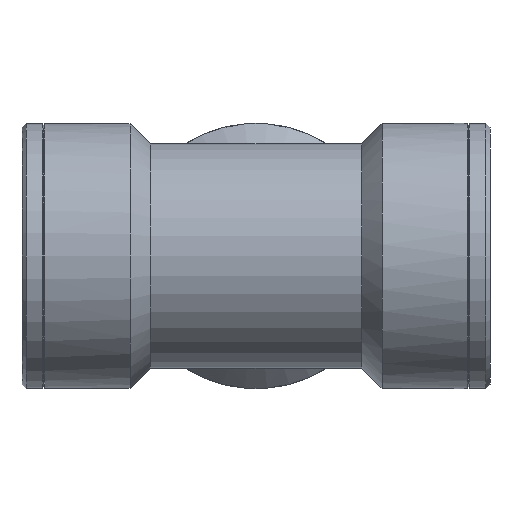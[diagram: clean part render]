
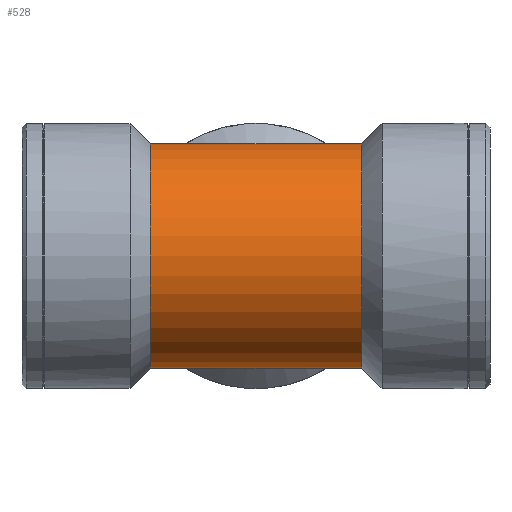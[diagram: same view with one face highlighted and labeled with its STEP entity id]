
A CAD part, front view. The second image highlights one B-rep face of the part: STEP entity #528.
In plain terms, the highlighted cylindrical face has radius 31.161 mm (diameter 62.322 mm), a partial arc.
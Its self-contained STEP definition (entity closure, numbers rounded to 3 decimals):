
#64=CIRCLE('',#573,31.161);
#65=CIRCLE('',#577,31.161);
#95=CYLINDRICAL_SURFACE('',#574,31.161);
#109=ELLIPSE('',#566,44.068,31.161);
#110=ELLIPSE('',#567,44.068,31.161);
#111=ELLIPSE('',#575,44.068,31.161);
#112=ELLIPSE('',#576,44.068,31.161);
#123=FACE_OUTER_BOUND('',#163,.T.);
#163=EDGE_LOOP('',(#408,#409,#410,#411,#412,#413,#414,#415,#416,#417));
#228=B_SPLINE_CURVE_WITH_KNOTS('',3,(#870,#871,#872,#873,#874,#875,#876,
#877,#878,#879,#880,#881),.UNSPECIFIED.,.F.,.F.,(4,2,2,2,2,4),(0.28,
0.346,0.432,0.498,0.529,
0.561),.UNSPECIFIED.);
#230=B_SPLINE_CURVE_WITH_KNOTS('',3,(#956,#957,#958,#959,#960,#961,#962,
#963,#964,#965),.UNSPECIFIED.,.F.,.F.,(4,2,2,2,4),(0.,0.046,
0.093,0.152,0.227),.UNSPECIFIED.);
#237=B_SPLINE_CURVE_WITH_KNOTS('',3,(#1036,#1037,#1038,#1039,#1040,#1041,
#1042,#1043,#1044,#1045,#1046,#1047),.UNSPECIFIED.,.F.,.F.,(4,2,2,2,2,4),
(0.28,0.346,0.432,0.498,
0.529,0.561),.UNSPECIFIED.);
#238=B_SPLINE_CURVE_WITH_KNOTS('',3,(#1050,#1051,#1052,#1053,#1054,#1055,
#1056,#1057,#1058,#1059),.UNSPECIFIED.,.F.,.F.,(4,2,2,2,4),(0.,0.046,
0.093,0.152,0.227),.UNSPECIFIED.);
#251=VERTEX_POINT('',#820);
#256=VERTEX_POINT('',#865);
#259=VERTEX_POINT('',#954);
#260=VERTEX_POINT('',#955);
#264=VERTEX_POINT('',#1006);
#265=VERTEX_POINT('',#1008);
#268=VERTEX_POINT('',#1031);
#269=VERTEX_POINT('',#1033);
#270=VERTEX_POINT('',#1035);
#271=VERTEX_POINT('',#1048);
#312=EDGE_CURVE('',#251,#256,#228,.T.);
#316=EDGE_CURVE('',#259,#260,#230,.T.);
#322=EDGE_CURVE('',#264,#251,#109,.T.);
#323=EDGE_CURVE('',#265,#264,#110,.T.);
#328=EDGE_CURVE('',#259,#256,#64,.T.);
#329=EDGE_CURVE('',#260,#268,#111,.T.);
#330=EDGE_CURVE('',#268,#269,#112,.T.);
#331=EDGE_CURVE('',#269,#270,#237,.T.);
#332=EDGE_CURVE('',#271,#270,#65,.T.);
#333=EDGE_CURVE('',#271,#265,#238,.T.);
#408=ORIENTED_EDGE('',*,*,#312,.T.);
#409=ORIENTED_EDGE('',*,*,#328,.F.);
#410=ORIENTED_EDGE('',*,*,#316,.T.);
#411=ORIENTED_EDGE('',*,*,#329,.T.);
#412=ORIENTED_EDGE('',*,*,#330,.T.);
#413=ORIENTED_EDGE('',*,*,#331,.T.);
#414=ORIENTED_EDGE('',*,*,#332,.F.);
#415=ORIENTED_EDGE('',*,*,#333,.T.);
#416=ORIENTED_EDGE('',*,*,#323,.T.);
#417=ORIENTED_EDGE('',*,*,#322,.T.);
#528=ADVANCED_FACE('',(#123),#95,.T.);
#566=AXIS2_PLACEMENT_3D('',#1007,#646,#647);
#567=AXIS2_PLACEMENT_3D('',#1009,#648,#649);
#573=AXIS2_PLACEMENT_3D('',#1029,#660,#661);
#574=AXIS2_PLACEMENT_3D('',#1030,#662,#663);
#575=AXIS2_PLACEMENT_3D('',#1032,#664,#665);
#576=AXIS2_PLACEMENT_3D('',#1034,#666,#667);
#577=AXIS2_PLACEMENT_3D('',#1049,#668,#669);
#646=DIRECTION('center_axis',(0.707,-0.707,0.));
#647=DIRECTION('ref_axis',(0.707,0.707,0.));
#648=DIRECTION('center_axis',(-0.707,-0.707,0.));
#649=DIRECTION('ref_axis',(0.707,-0.707,0.));
#660=DIRECTION('center_axis',(1.,0.,0.));
#661=DIRECTION('ref_axis',(0.,0.,-1.));
#662=DIRECTION('center_axis',(1.,0.,0.));
#663=DIRECTION('ref_axis',(0.,-0.96,-0.281));
#664=DIRECTION('center_axis',(0.707,-0.707,0.));
#665=DIRECTION('ref_axis',(0.707,0.707,0.));
#666=DIRECTION('center_axis',(-0.707,-0.707,0.));
#667=DIRECTION('ref_axis',(0.707,-0.707,0.));
#668=DIRECTION('center_axis',(-1.,0.,0.));
#669=DIRECTION('ref_axis',(0.,0.,-1.));
#820=CARTESIAN_POINT('',(27.754,27.754,-14.167));
#865=CARTESIAN_POINT('',(29.334,27.088,-15.403));
#870=CARTESIAN_POINT('Ctrl Pts',(27.754,27.754,-14.167));
#871=CARTESIAN_POINT('Ctrl Pts',(27.963,27.741,-14.193));
#872=CARTESIAN_POINT('Ctrl Pts',(28.16,27.718,-14.238));
#873=CARTESIAN_POINT('Ctrl Pts',(28.577,27.642,-14.384));
#874=CARTESIAN_POINT('Ctrl Pts',(28.78,27.584,-14.496));
#875=CARTESIAN_POINT('Ctrl Pts',(29.063,27.457,-14.734));
#876=CARTESIAN_POINT('Ctrl Pts',(29.164,27.393,-14.854));
#877=CARTESIAN_POINT('Ctrl Pts',(29.267,27.283,-15.055));
#878=CARTESIAN_POINT('Ctrl Pts',(29.292,27.246,-15.122));
#879=CARTESIAN_POINT('Ctrl Pts',(29.326,27.168,-15.261));
#880=CARTESIAN_POINT('Ctrl Pts',(29.334,27.128,-15.332));
#881=CARTESIAN_POINT('Ctrl Pts',(29.334,27.088,-15.403));
#954=CARTESIAN_POINT('',(29.334,27.088,15.403));
#955=CARTESIAN_POINT('',(27.754,27.754,14.167));
#956=CARTESIAN_POINT('Ctrl Pts',(29.334,27.088,15.403));
#957=CARTESIAN_POINT('Ctrl Pts',(29.334,27.164,15.268));
#958=CARTESIAN_POINT('Ctrl Pts',(29.304,27.238,15.137));
#959=CARTESIAN_POINT('Ctrl Pts',(29.184,27.376,14.885));
#960=CARTESIAN_POINT('Ctrl Pts',(29.095,27.437,14.771));
#961=CARTESIAN_POINT('Ctrl Pts',(28.85,27.558,14.546));
#962=CARTESIAN_POINT('Ctrl Pts',(28.686,27.61,14.445));
#963=CARTESIAN_POINT('Ctrl Pts',(28.286,27.702,14.27));
#964=CARTESIAN_POINT('Ctrl Pts',(28.031,27.737,14.202));
#965=CARTESIAN_POINT('Ctrl Pts',(27.754,27.754,14.167));
#1006=CARTESIAN_POINT('',(0.,0.,-31.161));
#1007=CARTESIAN_POINT('Origin',(0.,0.,
0.));
#1008=CARTESIAN_POINT('',(-27.754,27.754,-14.167));
#1009=CARTESIAN_POINT('Origin',(0.,0.,
0.));
#1029=CARTESIAN_POINT('Origin',(29.334,0.,0.));
#1030=CARTESIAN_POINT('Origin',(-30.5,0.,0.));
#1031=CARTESIAN_POINT('',(0.,0.,31.161));
#1032=CARTESIAN_POINT('Origin',(0.,0.,
0.));
#1033=CARTESIAN_POINT('',(-27.754,27.754,14.167));
#1034=CARTESIAN_POINT('Origin',(0.,0.,
0.));
#1035=CARTESIAN_POINT('',(-29.334,27.088,15.403));
#1036=CARTESIAN_POINT('Ctrl Pts',(-27.754,27.754,14.167));
#1037=CARTESIAN_POINT('Ctrl Pts',(-27.963,27.741,14.193));
#1038=CARTESIAN_POINT('Ctrl Pts',(-28.16,27.718,14.238));
#1039=CARTESIAN_POINT('Ctrl Pts',(-28.577,27.642,14.384));
#1040=CARTESIAN_POINT('Ctrl Pts',(-28.78,27.584,14.496));
#1041=CARTESIAN_POINT('Ctrl Pts',(-29.063,27.457,14.734));
#1042=CARTESIAN_POINT('Ctrl Pts',(-29.164,27.393,14.854));
#1043=CARTESIAN_POINT('Ctrl Pts',(-29.267,27.283,15.055));
#1044=CARTESIAN_POINT('Ctrl Pts',(-29.292,27.246,15.122));
#1045=CARTESIAN_POINT('Ctrl Pts',(-29.326,27.168,15.261));
#1046=CARTESIAN_POINT('Ctrl Pts',(-29.334,27.128,15.332));
#1047=CARTESIAN_POINT('Ctrl Pts',(-29.334,27.088,15.403));
#1048=CARTESIAN_POINT('',(-29.334,27.088,-15.403));
#1049=CARTESIAN_POINT('Origin',(-29.334,0.,0.));
#1050=CARTESIAN_POINT('Ctrl Pts',(-29.334,27.088,-15.403));
#1051=CARTESIAN_POINT('Ctrl Pts',(-29.334,27.164,-15.268));
#1052=CARTESIAN_POINT('Ctrl Pts',(-29.304,27.238,-15.137));
#1053=CARTESIAN_POINT('Ctrl Pts',(-29.184,27.376,-14.885));
#1054=CARTESIAN_POINT('Ctrl Pts',(-29.095,27.437,-14.771));
#1055=CARTESIAN_POINT('Ctrl Pts',(-28.85,27.558,-14.546));
#1056=CARTESIAN_POINT('Ctrl Pts',(-28.686,27.61,-14.445));
#1057=CARTESIAN_POINT('Ctrl Pts',(-28.286,27.702,-14.27));
#1058=CARTESIAN_POINT('Ctrl Pts',(-28.031,27.737,-14.202));
#1059=CARTESIAN_POINT('Ctrl Pts',(-27.754,27.754,-14.167));
